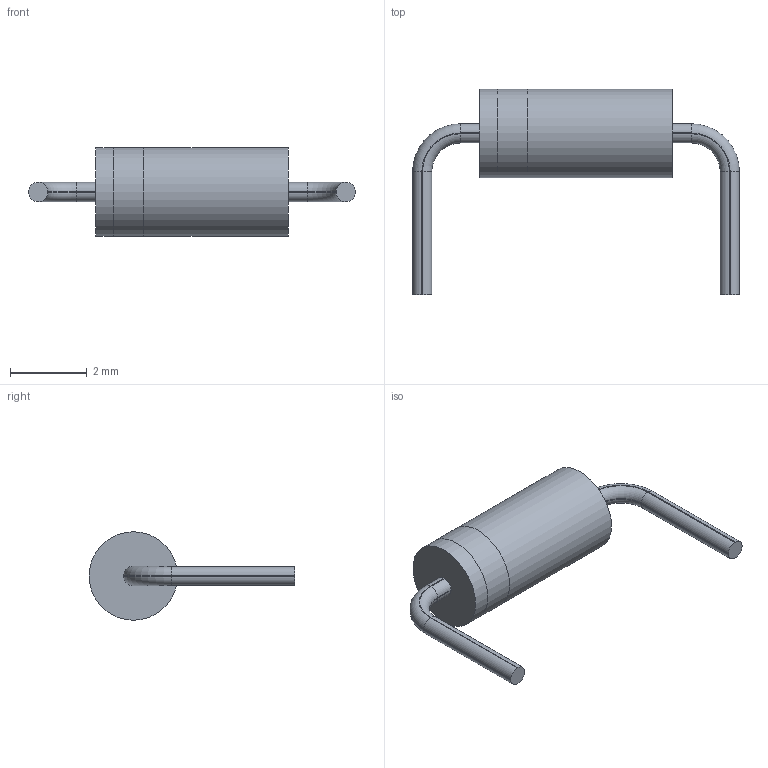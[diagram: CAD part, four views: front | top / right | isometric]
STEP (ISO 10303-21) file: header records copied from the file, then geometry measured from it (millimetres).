
FILE_DESCRIPTION(('FreeCAD Model'),'2;1');
FILE_NAME('DO-35_horizontal_pitch_8.0.step','2020-01-18T16:01:20',('Author'),('' ),'Open CASCADE STEP processor 7.3','FreeCAD','Unknown');
FILE_SCHEMA(('AUTOMOTIVE_DESIGN { 1 0 10303 214 1 1 1 1 }'));
Length unit declared in the file: millimetre
Products named in the file (3): Fillet; Fillet001; Revolve
Bounding box: 8.5 x 5.35 x 2.3 mm (x, y, z)
Volume: 22.9 mm3; surface area: 62 mm2
Topology: 3 solids, 3 shells, 49 faces, 111 edges, 68 vertices
Faces by surface type: cylinder 23, plane 18, torus 8
Full cylindrical faces by diameter (mm): 2.3 x3
Entity records: 3194 total; most frequent: CARTESIAN_POINT 555, DIRECTION 441, LINE 223, VECTOR 223, ORIENTED_EDGE 222, PCURVE 222, DEFINITIONAL_REPRESENTATION 222, EDGE_CURVE 111
